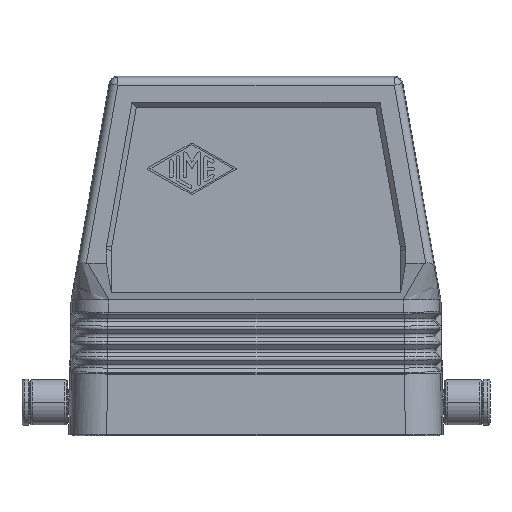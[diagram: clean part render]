
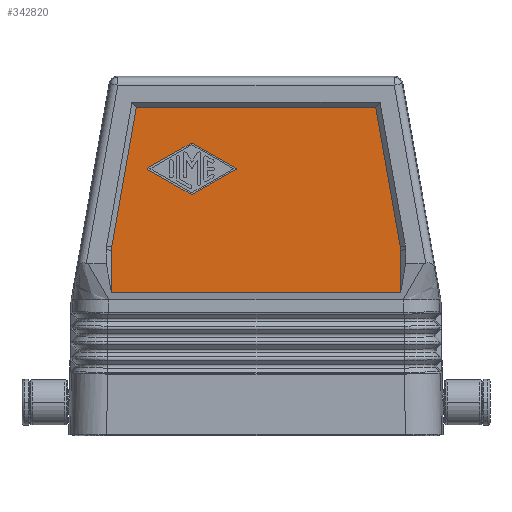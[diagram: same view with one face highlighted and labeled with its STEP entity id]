
A CAD part, left-side view. The second image highlights one B-rep face of the part: STEP entity #342820.
In plain terms, the highlighted planar face has unit normal (-1, 0, 0).
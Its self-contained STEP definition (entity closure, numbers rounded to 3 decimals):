
#169870=CARTESIAN_POINT('',(74.12,-0.695,
36.859));
#169880=VERTEX_POINT('',#169870);
#170060=CARTESIAN_POINT('',(74.12,-0.759,
36.123));
#170070=VERTEX_POINT('',#170060);
#170100=CARTESIAN_POINT('',(74.12,7.729,
35.752));
#170110=DIRECTION('',(1.,0.,0.));
#170120=DIRECTION('',(0.,0.996,-0.087));
#170130=AXIS2_PLACEMENT_3D('',#170100,#170110,#170120);
#170140=ELLIPSE('',#170130,8.504,6.002);
#170150=EDGE_CURVE('',#169880,#170070,#170140,.T.);
#196110=CARTESIAN_POINT('',(74.12,-0.759,
27.871));
#196120=VERTEX_POINT('',#196110);
#196150=CARTESIAN_POINT('',(74.12,-0.759,
34.229));
#196160=DIRECTION('',(0.,0.,1.));
#196170=VECTOR('',#196160,1.);
#196180=LINE('',#196150,#196170);
#196190=EDGE_CURVE('',#196120,#170070,#196180,.T.);
#250910=CARTESIAN_POINT('',(74.12,-1.158,
34.229));
#250920=DIRECTION('',(0.,0.174,0.985));
#250930=VECTOR('',#250920,1.);
#250940=LINE('',#250910,#250930);
#250950=CARTESIAN_POINT('',(74.12,4.087,
64.));
#250960=VERTEX_POINT('',#250950);
#250970=EDGE_CURVE('',#169880,#250960,#250940,.T.);
#339950=CARTESIAN_POINT('',(74.12,25.163,
64.));
#339960=DIRECTION('',(0.,1.,0.));
#339970=VECTOR('',#339960,1.);
#339980=LINE('',#339950,#339970);
#339990=CARTESIAN_POINT('',(74.12,50.734,
64.));
#340000=VERTEX_POINT('',#339990);
#340010=EDGE_CURVE('',#250960,#340000,#339980,.T.);
#340330=CARTESIAN_POINT('',(74.12,55.979,
34.229));
#340340=DIRECTION('',(0.,-0.174,0.985));
#340350=VECTOR('',#340340,1.);
#340360=LINE('',#340330,#340350);
#340370=CARTESIAN_POINT('',(74.12,55.515,
36.865));
#340380=VERTEX_POINT('',#340370);
#340390=EDGE_CURVE('',#340380,#340000,#340360,.T.);
#341440=CARTESIAN_POINT('',(74.12,55.579,
34.229));
#341450=DIRECTION('',(0.,-0.,1.));
#341460=VECTOR('',#341450,1.);
#341470=LINE('',#341440,#341460);
#341480=CARTESIAN_POINT('',(74.12,55.579,
27.871));
#341490=VERTEX_POINT('',#341480);
#341500=CARTESIAN_POINT('',(74.12,55.579,
36.129));
#341510=VERTEX_POINT('',#341500);
#341520=EDGE_CURVE('',#341490,#341510,#341470,.T.);
#341860=CARTESIAN_POINT('',(74.12,54.827,
50.993));
#341870=DIRECTION('',(1.,0.,0.));
#341880=DIRECTION('',(0.,1.,0.));
#341890=AXIS2_PLACEMENT_3D('',#341860,#341870,#341880);
#341900=PLANE('',#341890);
#341910=ORIENTED_EDGE('',*,*,#341520,.F.);
#341920=CARTESIAN_POINT('',(74.12,47.091,
35.758));
#341930=DIRECTION('',(1.,0.,0.));
#341940=DIRECTION('',(0.,0.996,0.087));
#341950=AXIS2_PLACEMENT_3D('',#341920,#341930,#341940);
#341960=ELLIPSE('',#341950,8.504,6.002);
#341970=EDGE_CURVE('',#341510,#340380,#341960,.T.);
#341980=ORIENTED_EDGE('',*,*,#341970,.F.);
#341990=ORIENTED_EDGE('',*,*,#340390,.F.);
#342000=ORIENTED_EDGE('',*,*,#340010,.T.);
#342010=ORIENTED_EDGE('',*,*,#250970,.T.);
#342020=ORIENTED_EDGE('',*,*,#170150,.F.);
#342030=ORIENTED_EDGE('',*,*,#196190,.T.);
#342040=CARTESIAN_POINT('',(74.12,25.163,
27.871));
#342050=DIRECTION('',(0.,1.,0.));
#342060=VECTOR('',#342050,1.);
#342070=LINE('',#342040,#342060);
#342080=EDGE_CURVE('',#196120,#341490,#342070,.T.);
#342090=ORIENTED_EDGE('',*,*,#342080,.F.);
#342100=EDGE_LOOP('',(#342090,#342030,#342020,#342010,#342000,#341990,
#341980,#341910));
#342110=FACE_OUTER_BOUND('',#342100,.T.);
#342120=CARTESIAN_POINT('',(74.12,39.906,47.334));
#342130=DIRECTION('',(-1.,0.,0.));
#342140=DIRECTION('',(0.,-1.,0.));
#342150=AXIS2_PLACEMENT_3D('',#342120,#342130,#342140);
#342160=CIRCLE('',#342150,0.333);
#342170=CARTESIAN_POINT('',(74.12,40.071,
47.044));
#342180=VERTEX_POINT('',#342170);
#342190=CARTESIAN_POINT('',(74.12,39.74,
47.044));
#342200=VERTEX_POINT('',#342190);
#342210=EDGE_CURVE('',#342180,#342200,#342160,.T.);
#342220=ORIENTED_EDGE('',*,*,#342210,.F.);
#342230=CARTESIAN_POINT('',(74.12,25.163,
55.377));
#342240=DIRECTION('',(0.,-0.868,0.496));
#342250=VECTOR('',#342240,1.);
#342260=LINE('',#342230,#342250);
#342270=CARTESIAN_POINT('',(74.12,31.324,
51.855));
#342280=VERTEX_POINT('',#342270);
#342290=EDGE_CURVE('',#342200,#342280,#342260,.T.);
#342300=ORIENTED_EDGE('',*,*,#342290,.F.);
#342310=CARTESIAN_POINT('',(74.12,31.407,52.));
#342320=DIRECTION('',(-1.,0.,0.));
#342330=DIRECTION('',(0.,-1.,0.));
#342340=AXIS2_PLACEMENT_3D('',#342310,#342320,#342330);
#342350=CIRCLE('',#342340,0.167);
#342360=CARTESIAN_POINT('',(74.12,31.324,
52.145));
#342370=VERTEX_POINT('',#342360);
#342380=EDGE_CURVE('',#342280,#342370,#342350,.T.);
#342390=ORIENTED_EDGE('',*,*,#342380,.F.);
#342400=CARTESIAN_POINT('',(74.12,25.163,
48.623));
#342410=DIRECTION('',(0.,0.868,0.496));
#342420=VECTOR('',#342410,1.);
#342430=LINE('',#342400,#342420);
#342440=CARTESIAN_POINT('',(74.12,39.74,
56.956));
#342450=VERTEX_POINT('',#342440);
#342460=EDGE_CURVE('',#342370,#342450,#342430,.T.);
#342470=ORIENTED_EDGE('',*,*,#342460,.F.);
#342480=CARTESIAN_POINT('',(74.12,39.906,56.666));
#342490=DIRECTION('',(-1.,0.,0.));
#342500=DIRECTION('',(0.,-1.,0.));
#342510=AXIS2_PLACEMENT_3D('',#342480,#342490,#342500);
#342520=CIRCLE('',#342510,0.333);
#342530=CARTESIAN_POINT('',(74.12,40.071,
56.956));
#342540=VERTEX_POINT('',#342530);
#342550=EDGE_CURVE('',#342450,#342540,#342520,.T.);
#342560=ORIENTED_EDGE('',*,*,#342550,.F.);
#342570=CARTESIAN_POINT('',(74.12,25.163,
65.477));
#342580=DIRECTION('',(0.,0.868,-0.496));
#342590=VECTOR('',#342580,1.);
#342600=LINE('',#342570,#342590);
#342610=CARTESIAN_POINT('',(74.12,48.487,
52.145));
#342620=VERTEX_POINT('',#342610);
#342630=EDGE_CURVE('',#342540,#342620,#342600,.T.);
#342640=ORIENTED_EDGE('',*,*,#342630,.F.);
#342650=CARTESIAN_POINT('',(74.12,48.405,52.));
#342660=DIRECTION('',(-1.,0.,0.));
#342670=DIRECTION('',(0.,-1.,0.));
#342680=AXIS2_PLACEMENT_3D('',#342650,#342660,#342670);
#342690=CIRCLE('',#342680,0.167);
#342700=CARTESIAN_POINT('',(74.12,48.487,
51.855));
#342710=VERTEX_POINT('',#342700);
#342720=EDGE_CURVE('',#342620,#342710,#342690,.T.);
#342730=ORIENTED_EDGE('',*,*,#342720,.F.);
#342740=CARTESIAN_POINT('',(74.12,25.163,
38.523));
#342750=DIRECTION('',(0.,-0.868,-0.496));
#342760=VECTOR('',#342750,1.);
#342770=LINE('',#342740,#342760);
#342780=EDGE_CURVE('',#342710,#342180,#342770,.T.);
#342790=ORIENTED_EDGE('',*,*,#342780,.F.);
#342800=EDGE_LOOP('',(#342790,#342730,#342640,#342560,#342470,#342390,
#342300,#342220));
#342810=FACE_BOUND('',#342800,.T.);
#342820=ADVANCED_FACE('',(#342110,#342810),#341900,.F.);
